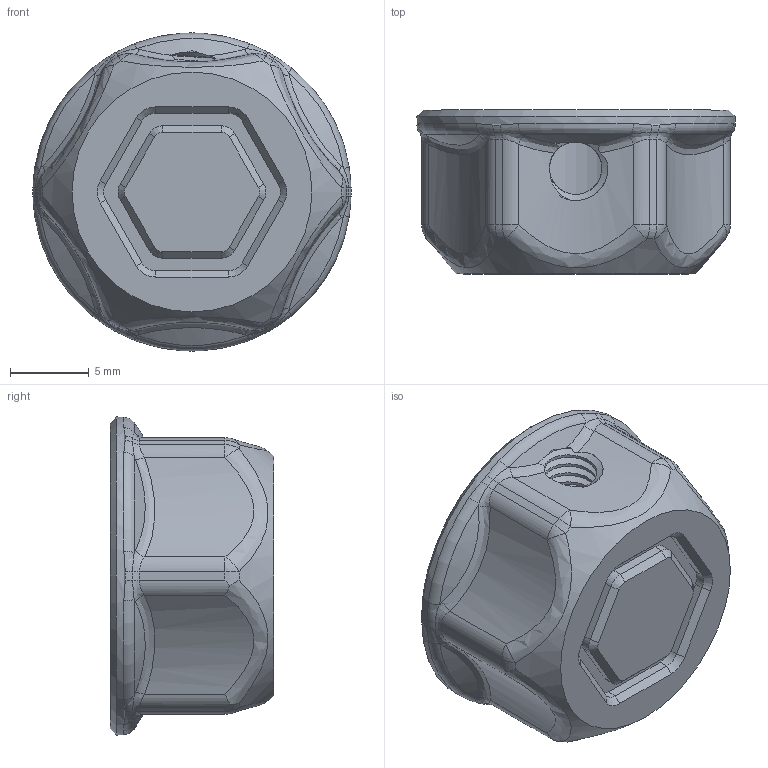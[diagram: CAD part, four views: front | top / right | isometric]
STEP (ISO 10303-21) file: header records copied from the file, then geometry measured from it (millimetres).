
FILE_DESCRIPTION(/* description */ (''),/* implementation_level */ '2;1');
FILE_NAME(/* name */ 'g2sa knob grubscrew.step',/* time_stamp */ '2026-01-04T21:42:18+01:00',/* author */ (''),/* organization */ (''),/* preprocessor_version */ 'ST-DEVELOPER v20.1',/* originating_system */ 'Autodesk Translation Framework v14.21.0.0',/* authorisation */ '');
FILE_SCHEMA (('AUTOMOTIVE_DESIGN { 1 0 10303 214 3 1 1 }'));
Length unit declared in the file: millimetre
Products named in the file (2): g2sa knob grubscrew; Extruder_Knob
Assembly tree (1 placements, depth 2):
  g2sa knob grubscrew
    Extruder_Knob
Bounding box: 20.2 x 10.4 x 20.2 mm (x, y, z)
Volume: 2273 mm3; surface area: 1413.9 mm2
Topology: 1 solids, 1 shells, 184 faces, 441 edges, 261 vertices
Faces by surface type: cylinder 58, bspline 40, plane 31, torus 24, sphere 16, cone 15
Full cylindrical faces by diameter (mm): 3.332 x2, 4.109 x2, 20.2 x1
Entity records: 9315 total; most frequent: CARTESIAN_POINT 5270, ORIENTED_EDGE 882, DIRECTION 782, EDGE_CURVE 441, AXIS2_PLACEMENT_3D 325, VERTEX_POINT 261, EDGE_LOOP 188, FACE_OUTER_BOUND 184
